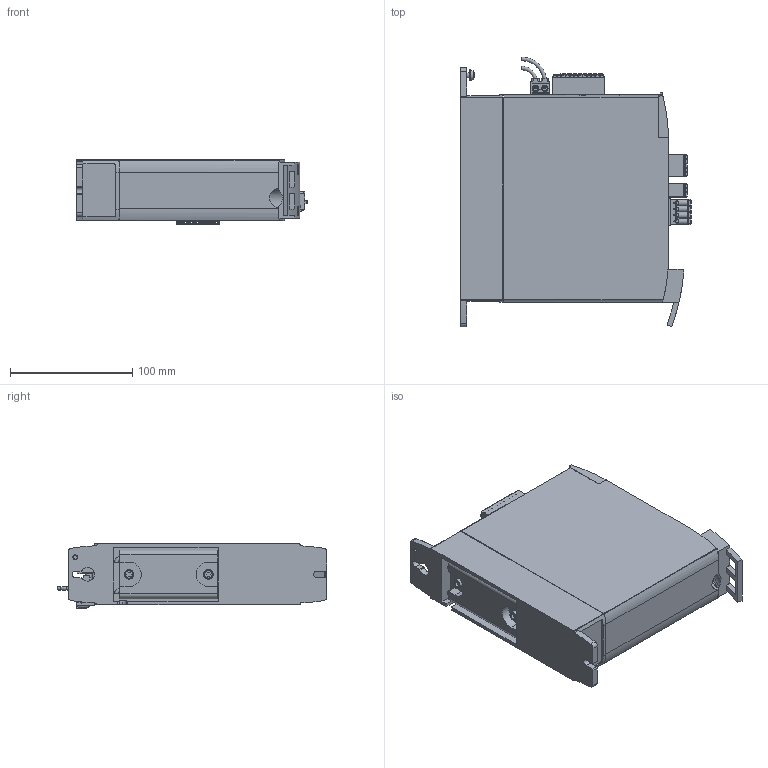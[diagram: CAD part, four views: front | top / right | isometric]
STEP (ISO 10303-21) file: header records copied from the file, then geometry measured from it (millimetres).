
FILE_DESCRIPTION(/* description */ ('STEP AP214'),/* implementation_level */ '2;1');
FILE_NAME(/* name */ '8143163_CMMT-AS-C2-3A-MP-S1',/* time_stamp */ '2024-08-02T15:05:49+02:00',/* author */ ('License CC BY-ND 4.0'),/* organization */ ('CADENAS'),/* preprocessor_version */ 'ST-DEVELOPER v19.3',/* originating_system */ 'PARTsolutions',/* authorisation */ ' ');
FILE_SCHEMA (('AUTOMOTIVE_DESIGN {1 0 10303 214 3 1 1}'));
Products named in the file (12): 8143163 CMMT-AS-C2-3A-MP-S1; 8143163 CMMT-AS-C2-3A-MP-S1---(h); 5395254 CAFC-C6-C; 4978445 CMMT-AS-3A---(clamp); ISO 14580 M4x16; 4021832 2GD-1RR7.62-CLP-CBL; 4280684 14RD-1RR5.08-CLP-CBL; 4377733 12GD-1RR3,5-CLP-CBL; 3943083 12GD-1RR3,5-CLP-CBL; 3943299 10GD-2RR3,5-CLP-CBL; 3943136 6GD-2RR3,5-CLP-CBL; 3943133 4GD-1RR5,08-CLP-CBL
Assembly tree (12 placements, depth 2):
  8143163 CMMT-AS-C2-3A-MP-S1
    8143163 CMMT-AS-C2-3A-MP-S1---(h)
    5395254 CAFC-C6-C
    4978445 CMMT-AS-3A---(clamp)
    ISO 14580 M4x16  x2
    4021832 2GD-1RR7.62-CLP-CBL
    4280684 14RD-1RR5.08-CLP-CBL
    4377733 12GD-1RR3,5-CLP-CBL
    3943083 12GD-1RR3,5-CLP-CBL
    3943299 10GD-2RR3,5-CLP-CBL
    3943136 6GD-2RR3,5-CLP-CBL
    3943133 4GD-1RR5,08-CLP-CBL
Bounding box: 188.7 x 220.9 x 52.6 mm (x, y, z)
Volume: 1439485.4 mm3; surface area: 166006 mm2
Topology: 12 solids, 12 shells, 5355 faces, 14359 edges, 9511 vertices
Faces by surface type: plane 3626, cylinder 1619, torus 77, cone 33
Full cylindrical faces by diameter (mm): 0.429 x1, 0.528 x3, 0.8 x2, 1.4 x11, 1.5 x2, 1.6 x40, 2.8 x9, 3 x52, 3.242 x3, 3.571 x2, 4 x9, 5.2 x2, 6 x2, 7 x2, 7.8 x2, 8 x2, 8.7 x1, 9 x2
Entity records: 201558 total; most frequent: CARTESIAN_POINT 29308, ORIENTED_EDGE 28026, DIRECTION 27932, EDGE_CURVE 14013, LINE 10502, VECTOR 10502, VERTEX_POINT 9442, AXIS2_PLACEMENT_3D 8715
